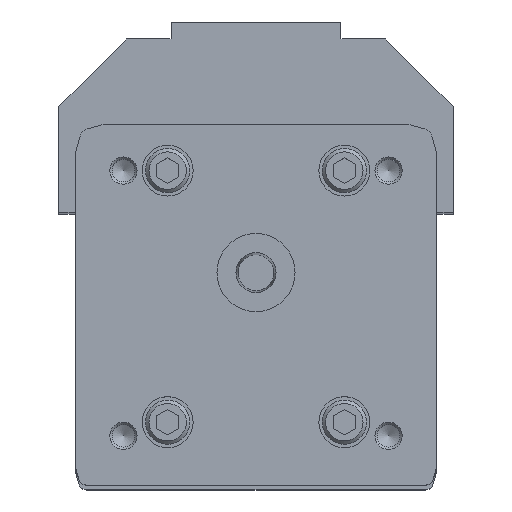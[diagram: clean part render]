
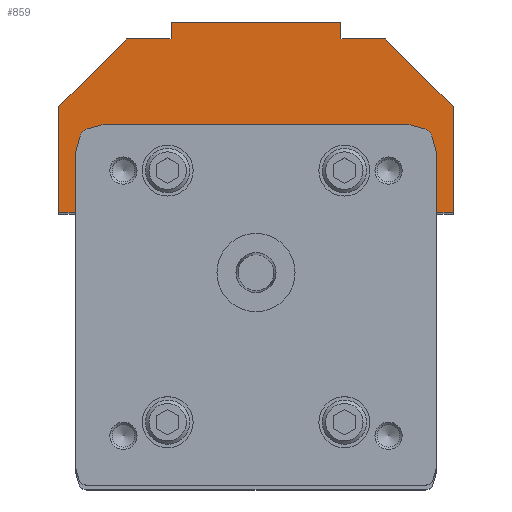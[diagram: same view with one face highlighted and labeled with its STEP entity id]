
A CAD part, top view. The second image highlights one B-rep face of the part: STEP entity #859.
In plain terms, the highlighted planar face has unit normal (0, 0, 1).
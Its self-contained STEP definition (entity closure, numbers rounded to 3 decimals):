
#859 = ADVANCED_FACE( '', ( #2445 ), #2446, .T. );
#2445 = FACE_OUTER_BOUND( '', #4075, .T. );
#2446 = PLANE( '', #4076 );
#4075 = EDGE_LOOP( '', ( #9673, #9674, #9675, #9676, #9677, #9678, #9679, #9680, #9681, #9682, #9683, #9684, #9685, #9686, #9687, #9688, #9689, #9690, #9691, #9692 ) );
#4076 = AXIS2_PLACEMENT_3D( '', #9693, #9694, #9695 );
#9673 = ORIENTED_EDGE( '', *, *, #11708, .T. );
#9674 = ORIENTED_EDGE( '', *, *, #11709, .T. );
#9675 = ORIENTED_EDGE( '', *, *, #11710, .T. );
#9676 = ORIENTED_EDGE( '', *, *, #11711, .T. );
#9677 = ORIENTED_EDGE( '', *, *, #11712, .T. );
#9678 = ORIENTED_EDGE( '', *, *, #11713, .F. );
#9679 = ORIENTED_EDGE( '', *, *, #11714, .T. );
#9680 = ORIENTED_EDGE( '', *, *, #11715, .F. );
#9681 = ORIENTED_EDGE( '', *, *, #11716, .T. );
#9682 = ORIENTED_EDGE( '', *, *, #11717, .T. );
#9683 = ORIENTED_EDGE( '', *, *, #11718, .T. );
#9684 = ORIENTED_EDGE( '', *, *, #11719, .T. );
#9685 = ORIENTED_EDGE( '', *, *, #11720, .T. );
#9686 = ORIENTED_EDGE( '', *, *, #11721, .T. );
#9687 = ORIENTED_EDGE( '', *, *, #11722, .T. );
#9688 = ORIENTED_EDGE( '', *, *, #11723, .T. );
#9689 = ORIENTED_EDGE( '', *, *, #11724, .T. );
#9690 = ORIENTED_EDGE( '', *, *, #11725, .T. );
#9691 = ORIENTED_EDGE( '', *, *, #11726, .T. );
#9692 = ORIENTED_EDGE( '', *, *, #11727, .T. );
#9693 = CARTESIAN_POINT( '', ( -43.5, 15.5, 160. ) );
#9694 = DIRECTION( '', ( 0., 0., 1. ) );
#9695 = DIRECTION( '', ( 1., 0., 0. ) );
#11708 = EDGE_CURVE( '', #14728, #14729, #14730, .T. );
#11709 = EDGE_CURVE( '', #14729, #14731, #14732, .T. );
#11710 = EDGE_CURVE( '', #14731, #14733, #14734, .T. );
#11711 = EDGE_CURVE( '', #14733, #14735, #14736, .T. );
#11712 = EDGE_CURVE( '', #14735, #14737, #14738, .T. );
#11713 = EDGE_CURVE( '', #14739, #14737, #14740, .T. );
#11714 = EDGE_CURVE( '', #14739, #14741, #14742, .T. );
#11715 = EDGE_CURVE( '', #14743, #14741, #14744, .T. );
#11716 = EDGE_CURVE( '', #14743, #14745, #14746, .T. );
#11717 = EDGE_CURVE( '', #14745, #14747, #14748, .T. );
#11718 = EDGE_CURVE( '', #14747, #14749, #14750, .T. );
#11719 = EDGE_CURVE( '', #14749, #14751, #14752, .T. );
#11720 = EDGE_CURVE( '', #14751, #14753, #14754, .T. );
#11721 = EDGE_CURVE( '', #14753, #14755, #14756, .T. );
#11722 = EDGE_CURVE( '', #14755, #14757, #14758, .T. );
#11723 = EDGE_CURVE( '', #14757, #14759, #14760, .T. );
#11724 = EDGE_CURVE( '', #14759, #14761, #14762, .T. );
#11725 = EDGE_CURVE( '', #14761, #14763, #14764, .T. );
#11726 = EDGE_CURVE( '', #14763, #14765, #14766, .T. );
#11727 = EDGE_CURVE( '', #14765, #14728, #14767, .T. );
#14728 = VERTEX_POINT( '', #18958 );
#14729 = VERTEX_POINT( '', #18959 );
#14730 = LINE( '', #18960, #18961 );
#14731 = VERTEX_POINT( '', #18962 );
#14732 = LINE( '', #18963, #18964 );
#14733 = VERTEX_POINT( '', #18965 );
#14734 = LINE( '', #18966, #18967 );
#14735 = VERTEX_POINT( '', #18968 );
#14736 = LINE( '', #18969, #18970 );
#14737 = VERTEX_POINT( '', #18971 );
#14738 = LINE( '', #18972, #18973 );
#14739 = VERTEX_POINT( '', #18974 );
#14740 = CIRCLE( '', #18975, 8. );
#14741 = VERTEX_POINT( '', #18976 );
#14742 = LINE( '', #18977, #18978 );
#14743 = VERTEX_POINT( '', #18979 );
#14744 = CIRCLE( '', #18980, 8. );
#14745 = VERTEX_POINT( '', #18981 );
#14746 = LINE( '', #18982, #18983 );
#14747 = VERTEX_POINT( '', #18984 );
#14748 = LINE( '', #18985, #18986 );
#14749 = VERTEX_POINT( '', #18987 );
#14750 = LINE( '', #18988, #18989 );
#14751 = VERTEX_POINT( '', #18990 );
#14752 = LINE( '', #18991, #18992 );
#14753 = VERTEX_POINT( '', #18993 );
#14754 = LINE( '', #18994, #18995 );
#14755 = VERTEX_POINT( '', #18996 );
#14756 = LINE( '', #18997, #18998 );
#14757 = VERTEX_POINT( '', #18999 );
#14758 = LINE( '', #19000, #19001 );
#14759 = VERTEX_POINT( '', #19002 );
#14760 = LINE( '', #19003, #19004 );
#14761 = VERTEX_POINT( '', #19005 );
#14762 = LINE( '', #19006, #19007 );
#14763 = VERTEX_POINT( '', #19008 );
#14764 = LINE( '', #19009, #19010 );
#14765 = VERTEX_POINT( '', #19011 );
#14766 = LINE( '', #19012, #19013 );
#14767 = LINE( '', #19014, #19015 );
#18958 = CARTESIAN_POINT( '', ( -58., 31., 160. ) );
#18959 = CARTESIAN_POINT( '', ( -58., 0., 160. ) );
#18960 = CARTESIAN_POINT( '', ( -58., 31., 160. ) );
#18961 = VECTOR( '', #22036, 1000. );
#18962 = CARTESIAN_POINT( '', ( -43., 0., 160. ) );
#18963 = CARTESIAN_POINT( '', ( -58., 0., 160. ) );
#18964 = VECTOR( '', #22037, 1000. );
#18965 = CARTESIAN_POINT( '', ( -43., 7., 160. ) );
#18966 = CARTESIAN_POINT( '', ( -43., 0., 160. ) );
#18967 = VECTOR( '', #22038, 1000. );
#18968 = CARTESIAN_POINT( '', ( -51.5, 7., 160. ) );
#18969 = CARTESIAN_POINT( '', ( -43., 7., 160. ) );
#18970 = VECTOR( '', #22039, 1000. );
#18971 = CARTESIAN_POINT( '', ( -51.5, 15.5, 160. ) );
#18972 = CARTESIAN_POINT( '', ( -51.5, 7., 160. ) );
#18973 = VECTOR( '', #22040, 1000. );
#18974 = CARTESIAN_POINT( '', ( -43.5, 23.5, 160. ) );
#18975 = AXIS2_PLACEMENT_3D( '', #22041, #22042, #22043 );
#18976 = CARTESIAN_POINT( '', ( 43.5, 23.5, 160. ) );
#18977 = CARTESIAN_POINT( '', ( -43.5, 23.5, 160. ) );
#18978 = VECTOR( '', #22044, 1000. );
#18979 = CARTESIAN_POINT( '', ( 51.5, 15.5, 160. ) );
#18980 = AXIS2_PLACEMENT_3D( '', #22045, #22046, #22047 );
#18981 = CARTESIAN_POINT( '', ( 51.5, 7., 160. ) );
#18982 = CARTESIAN_POINT( '', ( 51.5, 15.5, 160. ) );
#18983 = VECTOR( '', #22048, 1000. );
#18984 = CARTESIAN_POINT( '', ( 43., 7., 160. ) );
#18985 = CARTESIAN_POINT( '', ( 51.5, 7., 160. ) );
#18986 = VECTOR( '', #22049, 1000. );
#18987 = CARTESIAN_POINT( '', ( 43., 0., 160. ) );
#18988 = CARTESIAN_POINT( '', ( 43., 7., 160. ) );
#18989 = VECTOR( '', #22050, 1000. );
#18990 = CARTESIAN_POINT( '', ( 58., 0., 160. ) );
#18991 = CARTESIAN_POINT( '', ( 43., 0., 160. ) );
#18992 = VECTOR( '', #22051, 1000. );
#18993 = CARTESIAN_POINT( '', ( 58., 31., 160. ) );
#18994 = CARTESIAN_POINT( '', ( 58., 0., 160. ) );
#18995 = VECTOR( '', #22052, 1000. );
#18996 = CARTESIAN_POINT( '', ( 38., 51., 160. ) );
#18997 = CARTESIAN_POINT( '', ( 58., 31., 160. ) );
#18998 = VECTOR( '', #22053, 1000. );
#18999 = CARTESIAN_POINT( '', ( 25., 51., 160. ) );
#19000 = CARTESIAN_POINT( '', ( 38., 51., 160. ) );
#19001 = VECTOR( '', #22054, 1000. );
#19002 = CARTESIAN_POINT( '', ( 25., 56., 160. ) );
#19003 = CARTESIAN_POINT( '', ( 25., 51., 160. ) );
#19004 = VECTOR( '', #22055, 1000. );
#19005 = CARTESIAN_POINT( '', ( -25., 56., 160. ) );
#19006 = CARTESIAN_POINT( '', ( 25., 56., 160. ) );
#19007 = VECTOR( '', #22056, 1000. );
#19008 = CARTESIAN_POINT( '', ( -25., 51., 160. ) );
#19009 = CARTESIAN_POINT( '', ( -25., 56., 160. ) );
#19010 = VECTOR( '', #22057, 1000. );
#19011 = CARTESIAN_POINT( '', ( -38., 51., 160. ) );
#19012 = CARTESIAN_POINT( '', ( -25., 51., 160. ) );
#19013 = VECTOR( '', #22058, 1000. );
#19014 = CARTESIAN_POINT( '', ( -38., 51., 160. ) );
#19015 = VECTOR( '', #22059, 1000. );
#22036 = DIRECTION( '', ( 0., -1., 0. ) );
#22037 = DIRECTION( '', ( 1., 0., 0. ) );
#22038 = DIRECTION( '', ( 0., 1., 0. ) );
#22039 = DIRECTION( '', ( -1., 0., 0. ) );
#22040 = DIRECTION( '', ( 0., 1., 0. ) );
#22041 = CARTESIAN_POINT( '', ( -43.5, 15.5, 160. ) );
#22042 = DIRECTION( '', ( 0., 0., 1. ) );
#22043 = DIRECTION( '', ( 1., 0., 0. ) );
#22044 = DIRECTION( '', ( 1., 0., 0. ) );
#22045 = CARTESIAN_POINT( '', ( 43.5, 15.5, 160. ) );
#22046 = DIRECTION( '', ( 0., 0., 1. ) );
#22047 = DIRECTION( '', ( 1., 0., 0. ) );
#22048 = DIRECTION( '', ( 0., -1., 0. ) );
#22049 = DIRECTION( '', ( -1., 0., 0. ) );
#22050 = DIRECTION( '', ( 0., -1., 0. ) );
#22051 = DIRECTION( '', ( 1., 0., 0. ) );
#22052 = DIRECTION( '', ( 0., 1., 0. ) );
#22053 = DIRECTION( '', ( -0.707, 0.707, 0. ) );
#22054 = DIRECTION( '', ( -1., 0., 0. ) );
#22055 = DIRECTION( '', ( 0., 1., 0. ) );
#22056 = DIRECTION( '', ( -1., 0., 0. ) );
#22057 = DIRECTION( '', ( 0., -1., 0. ) );
#22058 = DIRECTION( '', ( -1., 0., 0. ) );
#22059 = DIRECTION( '', ( -0.707, -0.707, 0. ) );
